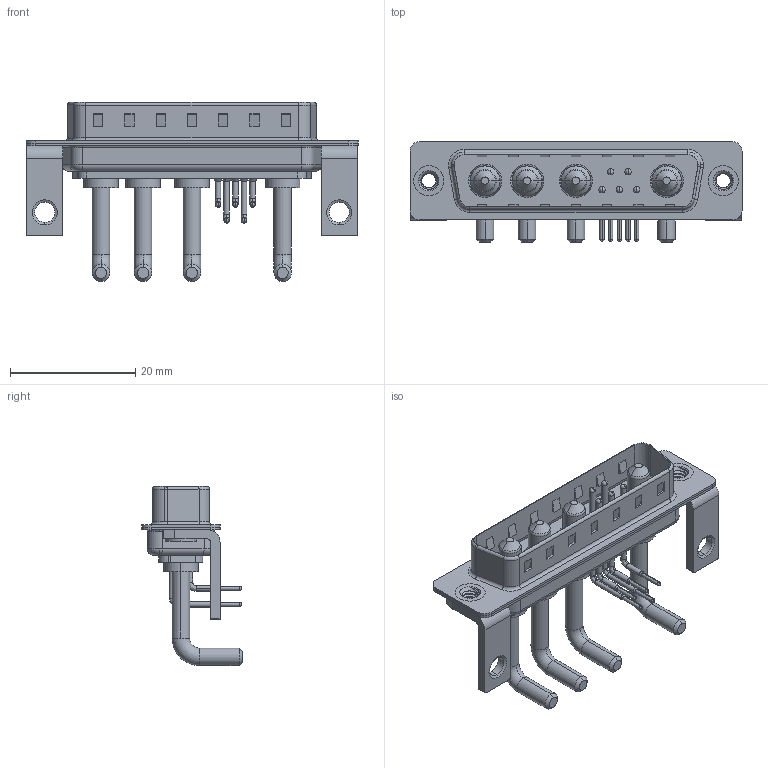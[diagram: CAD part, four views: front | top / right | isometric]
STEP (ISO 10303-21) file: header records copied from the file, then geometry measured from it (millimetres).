
FILE_DESCRIPTION (( 'STEP AP203' ), '1' );
FILE_NAME ('629-9W4-650-2T4.STEP', '2022-05-09T23:24:57', ( '' ), ( '' ), 'SwSTEP 2.0', 'SolidWorks 2020', '' );
FILE_SCHEMA (( 'CONFIG_CONTROL_DESIGN' ));
Length unit declared in the file: millimetre
Products named in the file (9): 629Combo Shell Rear_25 Contacts; 629Combo Contact Row 1; 629Combo Shell Front_25 Contacts; 629-9W4-650-2T4; 629Combo Stabilizer Bracket; Power Pin_Ext 20A RA; 629Combo Housing_9W4; 629Combo Threaded Rivet_3; 629Combo Contact Row 2
Assembly tree (16 placements, depth 2):
  629-9W4-650-2T4
    629Combo Housing_9W4
    629Combo Shell Rear_25 Contacts
    629Combo Shell Front_25 Contacts
    629Combo Threaded Rivet_3  x2
    629Combo Stabilizer Bracket  x2
    Power Pin_Ext 20A RA  x4
    629Combo Contact Row 1  x2
    629Combo Contact Row 2  x3
Bounding box: 53.05 x 16.05 x 28.63 mm (x, y, z)
Volume: 3747.1 mm3; surface area: 8088.4 mm2
Topology: 20 solids, 20 shells, 1138 faces, 2985 edges, 1910 vertices
Faces by surface type: plane 551, cylinder 419, torus 66, cone 62, bspline 40
Entity records: 23163 total; most frequent: CARTESIAN_POINT 5205, DIRECTION 3617, ORIENTED_EDGE 3446, EDGE_CURVE 1723, AXIS2_PLACEMENT_3D 1271, VERTEX_POINT 1107, LINE 1075, VECTOR 1075
